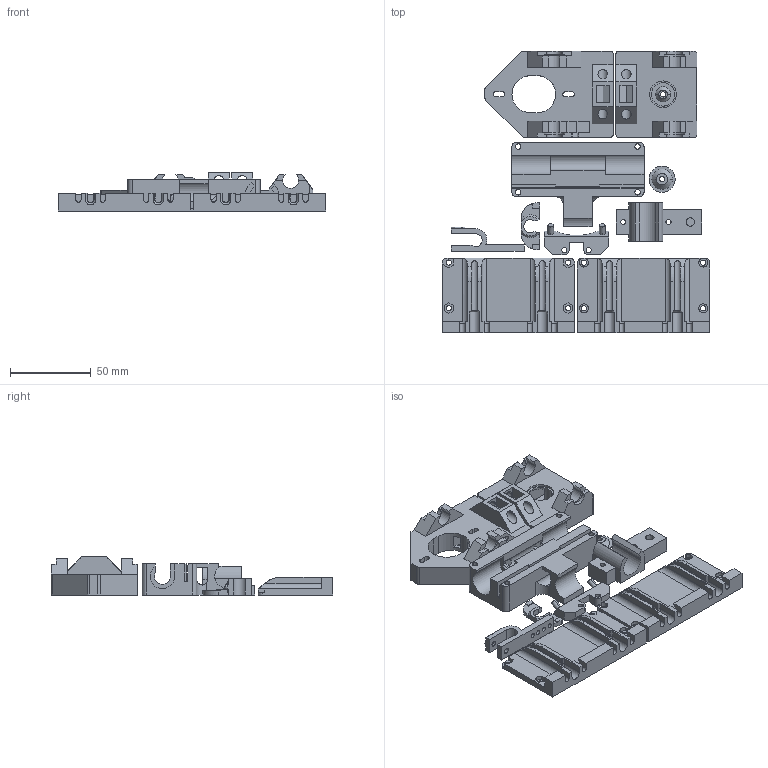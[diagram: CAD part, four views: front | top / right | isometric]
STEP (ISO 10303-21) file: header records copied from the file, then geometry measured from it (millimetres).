
FILE_DESCRIPTION (( 'STEP AP214' ), '1' );
FILE_NAME ('RP-assembly.STEP', '2013-08-28T14:21:48', ( '' ), ( '' ), 'SwSTEP 2.0', 'SolidWorks 2013', '' );
FILE_SCHEMA (( 'AUTOMOTIVE_DESIGN' ));
Length unit declared in the file: millimetre
Products named in the file (11): x-end-motor; x-end-idler; x-carriage; nozzle-mount-rear; nozzle-mount-front; Fan Holder; EndStop-Holder; Belt Guide; RP-assembly; Y-Bearing-Holder; x-idler-cover
Assembly tree (10 placements, depth 2):
  RP-assembly
    Belt Guide
    EndStop-Holder
    Fan Holder
    nozzle-mount-front
    nozzle-mount-rear
    x-carriage
    x-end-idler
    x-end-motor
    x-idler-cover
    Y-Bearing-Holder
Bounding box: 165.77 x 174.64 x 23.6 mm (x, y, z)
Volume: 165148.3 mm3; surface area: 81748.4 mm2
Topology: 10 solids, 10 shells, 676 faces, 1865 edges, 1227 vertices
Faces by surface type: plane 407, cylinder 233, cone 36
Entity records: 22185 total; most frequent: CARTESIAN_POINT 4015, ORIENTED_EDGE 3730, DIRECTION 3671, EDGE_CURVE 1865, VECTOR 1305, LINE 1305, VERTEX_POINT 1227, AXIS2_PLACEMENT_3D 1183
